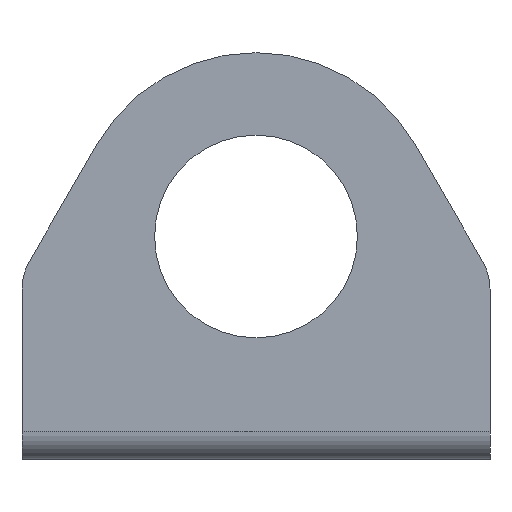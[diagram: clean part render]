
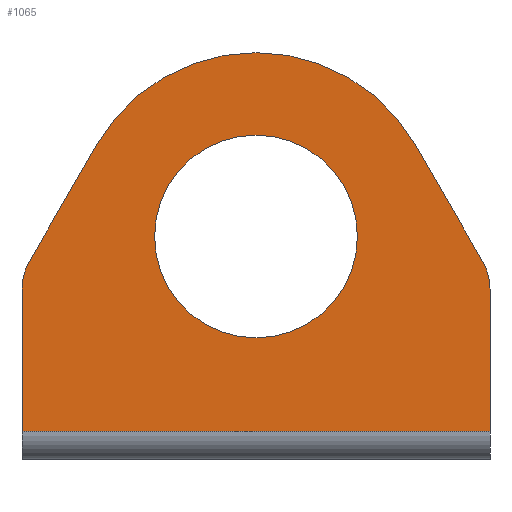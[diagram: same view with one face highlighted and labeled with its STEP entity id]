
A CAD part, left-side view. The second image highlights one B-rep face of the part: STEP entity #1065.
In plain terms, the highlighted planar face has unit normal (-1, 0, 0).
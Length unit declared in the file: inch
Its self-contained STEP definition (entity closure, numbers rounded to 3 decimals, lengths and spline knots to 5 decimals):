
#10 = DIRECTION ( 'NONE',  ( 0., 1., 0. ) ) ;
#25 = VERTEX_POINT ( 'NONE', #698 ) ;
#46 = AXIS2_PLACEMENT_3D ( 'NONE', #635, #535, #344 ) ;
#51 = EDGE_LOOP ( 'NONE', ( #893, #328, #499, #800, #209, #912, #780, #267, #1119 ) ) ;
#58 = ORIENTED_EDGE ( 'NONE', *, *, #343, .F. ) ;
#79 = CARTESIAN_POINT ( 'NONE',  ( 0., -0.56258, 1.1122 ) ) ;
#85 = LINE ( 'NONE', #680, #1081 ) ;
#94 = VERTEX_POINT ( 'NONE', #1092 ) ;
#151 = DIRECTION ( 'NONE',  ( 1., 0., 0. ) ) ;
#153 = DIRECTION ( 'NONE',  ( 0., 0., 1. ) ) ;
#174 = EDGE_CURVE ( 'NONE', #861, #631, #884, .T. ) ;
#195 = EDGE_CURVE ( 'NONE', #25, #537, #685, .T. ) ;
#202 = AXIS2_PLACEMENT_3D ( 'NONE', #1069, #713, #153 ) ;
#204 = LINE ( 'NONE', #777, #308 ) ;
#209 = ORIENTED_EDGE ( 'NONE', *, *, #972, .F. ) ;
#218 = AXIS2_PLACEMENT_3D ( 'NONE', #222, #872, #322 ) ;
#222 = CARTESIAN_POINT ( 'NONE',  ( 0., -0.62992, 0.60186 ) ) ;
#229 = DIRECTION ( 'NONE',  ( 0., -0.5, 0.866 ) ) ;
#239 = CARTESIAN_POINT ( 'NONE',  ( 0., 0.82677, 0.60186 ) ) ;
#264 = AXIS2_PLACEMENT_3D ( 'NONE', #436, #151, #1075 ) ;
#267 = ORIENTED_EDGE ( 'NONE', *, *, #365, .F. ) ;
#268 = VECTOR ( 'NONE', #911, 39.37008 ) ;
#270 = EDGE_CURVE ( 'NONE', #550, #814, #204, .T. ) ;
#271 = AXIS2_PLACEMENT_3D ( 'NONE', #823, #449, #370 ) ;
#274 = ORIENTED_EDGE ( 'NONE', *, *, #655, .F. ) ;
#295 = CIRCLE ( 'NONE', #761, 0.35827 ) ;
#308 = VECTOR ( 'NONE', #953, 39.37008 ) ;
#315 = CARTESIAN_POINT ( 'NONE',  ( 0., -0.82677, 0.09843 ) ) ;
#322 = DIRECTION ( 'NONE',  ( 0., 0., -1. ) ) ;
#326 = FACE_OUTER_BOUND ( 'NONE', #51, .T. ) ;
#328 = ORIENTED_EDGE ( 'NONE', *, *, #592, .T. ) ;
#343 = EDGE_CURVE ( 'NONE', #94, #870, #295, .T. ) ;
#344 = DIRECTION ( 'NONE',  ( 0., 0., -1. ) ) ;
#365 = EDGE_CURVE ( 'NONE', #537, #1043, #601, .T. ) ;
#370 = DIRECTION ( 'NONE',  ( 0., 0., 1. ) ) ;
#407 = CARTESIAN_POINT ( 'NONE',  ( 0., 0.56258, 1.1122 ) ) ;
#429 = CARTESIAN_POINT ( 'NONE',  ( 0., 0., 0.7874 ) ) ;
#436 = CARTESIAN_POINT ( 'NONE',  ( 0., 0.62992, 0.60186 ) ) ;
#441 = CARTESIAN_POINT ( 'NONE',  ( 0., 0.82677, 1.43701 ) ) ;
#449 = DIRECTION ( 'NONE',  ( 1., 0., 0. ) ) ;
#491 = FACE_BOUND ( 'NONE', #693, .T. ) ;
#499 = ORIENTED_EDGE ( 'NONE', *, *, #851, .F. ) ;
#520 = DIRECTION ( 'NONE',  ( 0., 0., 1. ) ) ;
#535 = DIRECTION ( 'NONE',  ( 1., 0., 0. ) ) ;
#537 = VERTEX_POINT ( 'NONE', #407 ) ;
#546 = CARTESIAN_POINT ( 'NONE',  ( 0., 0.8004, 0.70028 ) ) ;
#547 = DIRECTION ( 'NONE',  ( 0., 0., 1. ) ) ;
#550 = VERTEX_POINT ( 'NONE', #987 ) ;
#580 = EDGE_CURVE ( 'NONE', #1043, #861, #801, .T. ) ;
#588 = VECTOR ( 'NONE', #1175, 39.37008 ) ;
#591 = LINE ( 'NONE', #441, #268 ) ;
#592 = EDGE_CURVE ( 'NONE', #1035, #734, #591, .T. ) ;
#601 = CIRCLE ( 'NONE', #202, 0.64961 ) ;
#622 = CIRCLE ( 'NONE', #809, 0.35827 ) ;
#631 = VERTEX_POINT ( 'NONE', #1076 ) ;
#635 = CARTESIAN_POINT ( 'NONE',  ( 0., -0.82677, 1.43701 ) ) ;
#655 = EDGE_CURVE ( 'NONE', #870, #94, #622, .T. ) ;
#673 = CARTESIAN_POINT ( 'NONE',  ( 0., 0., 1.14567 ) ) ;
#680 = CARTESIAN_POINT ( 'NONE',  ( 0., -0.82677, 0.09843 ) ) ;
#685 = LINE ( 'NONE', #546, #866 ) ;
#693 = EDGE_LOOP ( 'NONE', ( #274, #58 ) ) ;
#698 = CARTESIAN_POINT ( 'NONE',  ( 0., 0.8004, 0.70028 ) ) ;
#713 = DIRECTION ( 'NONE',  ( 1., 0., 0. ) ) ;
#727 = DIRECTION ( 'NONE',  ( -1., 0., 0. ) ) ;
#734 = VERTEX_POINT ( 'NONE', #751 ) ;
#751 = CARTESIAN_POINT ( 'NONE',  ( 0., 0.82677, 0.09843 ) ) ;
#761 = AXIS2_PLACEMENT_3D ( 'NONE', #429, #1155, #520 ) ;
#777 = CARTESIAN_POINT ( 'NONE',  ( 0., -0.82677, 1.43701 ) ) ;
#780 = ORIENTED_EDGE ( 'NONE', *, *, #580, .F. ) ;
#799 = CIRCLE ( 'NONE', #218, 0.19685 ) ;
#800 = ORIENTED_EDGE ( 'NONE', *, *, #270, .F. ) ;
#801 = CIRCLE ( 'NONE', #271, 0.64961 ) ;
#809 = AXIS2_PLACEMENT_3D ( 'NONE', #998, #727, #547 ) ;
#814 = VERTEX_POINT ( 'NONE', #315 ) ;
#823 = CARTESIAN_POINT ( 'NONE',  ( 0., 0., 0.7874 ) ) ;
#851 = EDGE_CURVE ( 'NONE', #814, #734, #85, .T. ) ;
#861 = VERTEX_POINT ( 'NONE', #1130 ) ;
#866 = VECTOR ( 'NONE', #229, 39.37008 ) ;
#870 = VERTEX_POINT ( 'NONE', #673 ) ;
#872 = DIRECTION ( 'NONE',  ( 1., 0., 0. ) ) ;
#884 = LINE ( 'NONE', #79, #588 ) ;
#893 = ORIENTED_EDGE ( 'NONE', *, *, #1070, .F. ) ;
#911 = DIRECTION ( 'NONE',  ( 0., 0., -1. ) ) ;
#912 = ORIENTED_EDGE ( 'NONE', *, *, #174, .F. ) ;
#953 = DIRECTION ( 'NONE',  ( 0., 0., -1. ) ) ;
#965 = CARTESIAN_POINT ( 'NONE',  ( 0., 0., 1.43701 ) ) ;
#972 = EDGE_CURVE ( 'NONE', #631, #550, #799, .T. ) ;
#981 = PLANE ( 'NONE',  #46 ) ;
#987 = CARTESIAN_POINT ( 'NONE',  ( 0., -0.82677, 0.60186 ) ) ;
#998 = CARTESIAN_POINT ( 'NONE',  ( 0., 0., 0.7874 ) ) ;
#1035 = VERTEX_POINT ( 'NONE', #239 ) ;
#1043 = VERTEX_POINT ( 'NONE', #965 ) ;
#1048 = CIRCLE ( 'NONE', #264, 0.19685 ) ;
#1065 = ADVANCED_FACE ( 'NONE', ( #326, #491 ), #981, .F. ) ;
#1069 = CARTESIAN_POINT ( 'NONE',  ( 0., 0., 0.7874 ) ) ;
#1070 = EDGE_CURVE ( 'NONE', #1035, #25, #1048, .T. ) ;
#1075 = DIRECTION ( 'NONE',  ( 0., 0., 1. ) ) ;
#1076 = CARTESIAN_POINT ( 'NONE',  ( 0., -0.8004, 0.70028 ) ) ;
#1081 = VECTOR ( 'NONE', #10, 39.37008 ) ;
#1092 = CARTESIAN_POINT ( 'NONE',  ( 0., 0., 0.42913 ) ) ;
#1119 = ORIENTED_EDGE ( 'NONE', *, *, #195, .F. ) ;
#1130 = CARTESIAN_POINT ( 'NONE',  ( 0., -0.56258, 1.1122 ) ) ;
#1155 = DIRECTION ( 'NONE',  ( -1., 0., 0. ) ) ;
#1175 = DIRECTION ( 'NONE',  ( 0., -0.5, -0.866 ) ) ;
